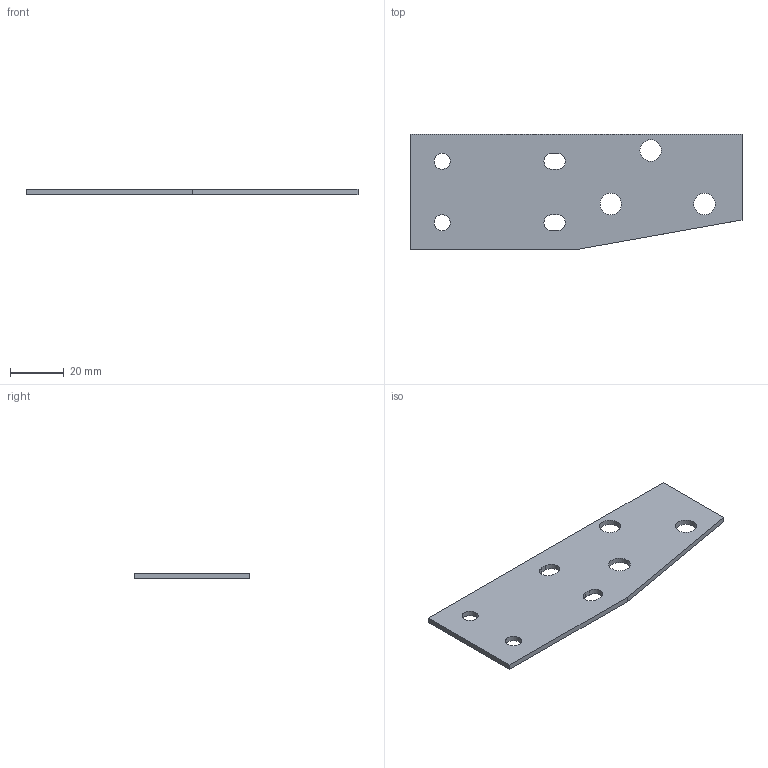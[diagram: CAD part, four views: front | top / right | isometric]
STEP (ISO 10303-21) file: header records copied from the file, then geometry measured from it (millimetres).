
FILE_DESCRIPTION(('FreeCAD Model'),'2;1');
FILE_NAME('PROTO - Plaque Alu Avant_Arriere.stp','2018-09-29T10:44:50',('Author'),(''), 'Open CASCADE STEP processor 7.2','FreeCAD','Unknown');
FILE_SCHEMA(('AUTOMOTIVE_DESIGN_CC2 { 1 2 10303 214 -1 1 5 4 }'));
Length unit declared in the file: millimetre
Products named in the file (1): Cut014
Bounding box: 123.99 x 43 x 2 mm (x, y, z)
Volume: 9403.6 mm3; surface area: 10369 mm2
Topology: 1 solids, 1 shells, 20 faces, 58 edges, 40 vertices
Faces by surface type: plane 11, cylinder 9
Full cylindrical faces by diameter (mm): 6 x2, 8 x3
Entity records: 1592 total; most frequent: CARTESIAN_POINT 303, DIRECTION 196, ORIENTED_EDGE 116, PCURVE 116, DEFINITIONAL_REPRESENTATION 116, LINE 106, VECTOR 106, EDGE_CURVE 58
